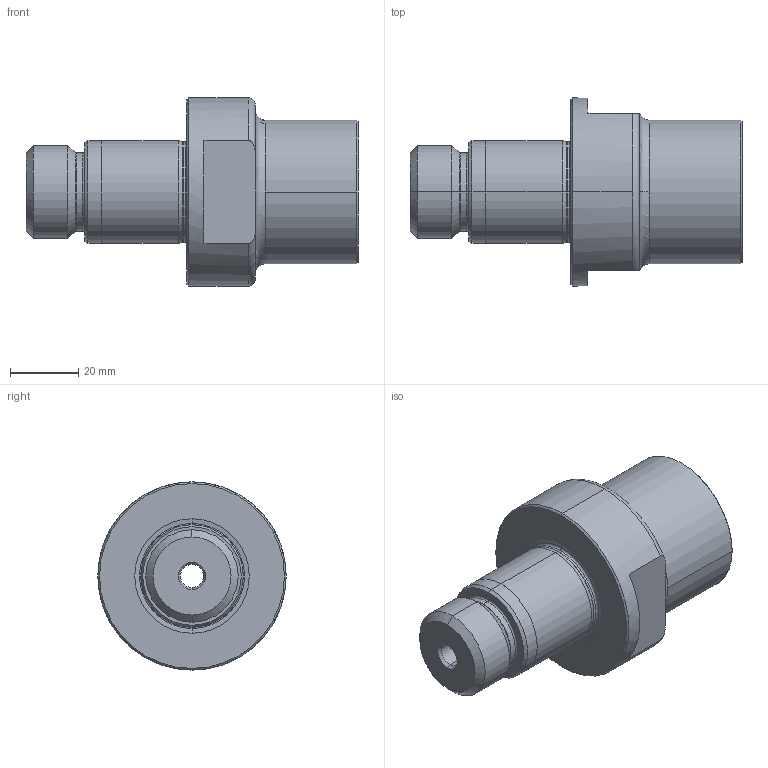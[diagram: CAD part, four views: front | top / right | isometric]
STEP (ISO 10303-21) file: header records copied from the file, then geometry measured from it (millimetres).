
FILE_DESCRIPTION (( 'STEP AP203' ), '1' );
FILE_NAME ('120.550.421C.STEP', '2018-03-13T15:39:34', ( 'SWIAdmin' ), ( 'Hewlett-Packard Company' ), 'SwSTEP 2.0', 'SolidWorks 2017', '' );
FILE_SCHEMA (( 'CONFIG_CONTROL_DESIGN' ));
Length unit declared in the file: millimetre
Products named in the file (1): 120.550.421C
Bounding box: 97 x 55 x 55 mm (x, y, z)
Volume: 94605.3 mm3; surface area: 20422.3 mm2
Topology: 1 solids, 1 shells, 78 faces, 170 edges, 99 vertices
Faces by surface type: cone 26, cylinder 22, torus 17, plane 13
Entity records: 2285 total; most frequent: CARTESIAN_POINT 428, DIRECTION 428, ORIENTED_EDGE 340, AXIS2_PLACEMENT_3D 185, EDGE_CURVE 170, CIRCLE 106, VERTEX_POINT 99, EDGE_LOOP 85
